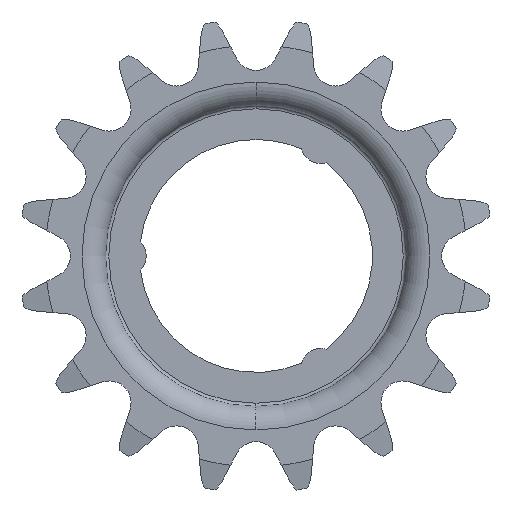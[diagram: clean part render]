
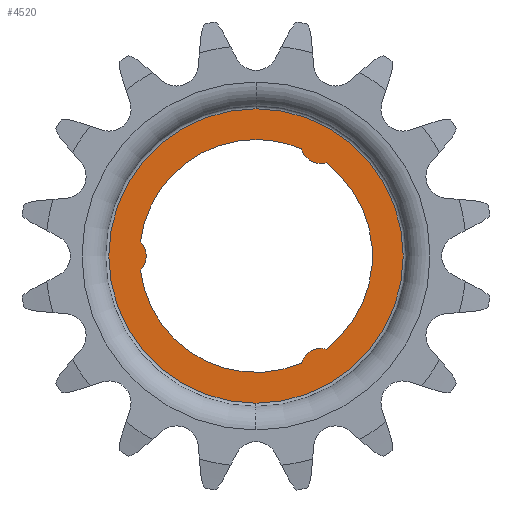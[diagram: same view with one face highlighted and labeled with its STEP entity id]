
A CAD part, left-side view. The second image highlights one B-rep face of the part: STEP entity #4520.
In plain terms, the highlighted planar face has unit normal (-1, 0, 0).
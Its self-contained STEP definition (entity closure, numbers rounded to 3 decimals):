
#75 = EDGE_CURVE ( 'NONE', #1304, #1238, #3186, .T. ) ;
#204 = CIRCLE ( 'NONE', #2265, 3. ) ;
#265 = DIRECTION ( 'NONE',  ( -1., 0., 0. ) ) ;
#307 = CIRCLE ( 'NONE', #1587, 3. ) ;
#466 = AXIS2_PLACEMENT_3D ( 'NONE', #1438, #4368, #4768 ) ;
#533 = AXIS2_PLACEMENT_3D ( 'NONE', #4857, #1157, #1182 ) ;
#542 = CIRCLE ( 'NONE', #1832, 17.4 ) ;
#608 = CARTESIAN_POINT ( 'NONE',  ( 3., 0., 0. ) ) ;
#645 = CIRCLE ( 'NONE', #2094, 22. ) ;
#721 = CARTESIAN_POINT ( 'NONE',  ( 3., 17.271, -2.114 ) ) ;
#723 = ORIENTED_EDGE ( 'NONE', *, *, #3004, .T. ) ;
#789 = CIRCLE ( 'NONE', #533, 3. ) ;
#859 = ORIENTED_EDGE ( 'NONE', *, *, #3732, .T. ) ;
#897 = CIRCLE ( 'NONE', #1932, 3. ) ;
#1010 = CARTESIAN_POINT ( 'NONE',  ( 3., 0., 22. ) ) ;
#1066 = FACE_OUTER_BOUND ( 'NONE', #1955, .T. ) ;
#1097 = VERTEX_POINT ( 'NONE', #3996 ) ;
#1157 = DIRECTION ( 'NONE',  ( -1., 0., 0. ) ) ;
#1182 = DIRECTION ( 'NONE',  ( 0., 0., 1. ) ) ;
#1212 = EDGE_LOOP ( 'NONE', ( #2312, #859, #3570, #3272, #2123, #4719, #3346, #2407 ) ) ;
#1238 = VERTEX_POINT ( 'NONE', #3403 ) ;
#1304 = VERTEX_POINT ( 'NONE', #3485 ) ;
#1353 = VERTEX_POINT ( 'NONE', #1010 ) ;
#1438 = CARTESIAN_POINT ( 'NONE',  ( 3., 22., 0. ) ) ;
#1520 = PLANE ( 'NONE',  #466 ) ;
#1527 = DIRECTION ( 'NONE',  ( 0., 0., 1. ) ) ;
#1533 = CARTESIAN_POINT ( 'NONE',  ( 3., 0., 17.4 ) ) ;
#1587 = AXIS2_PLACEMENT_3D ( 'NONE', #4631, #1683, #4124 ) ;
#1612 = VERTEX_POINT ( 'NONE', #1700 ) ;
#1682 = CARTESIAN_POINT ( 'NONE',  ( 3., 0., 0. ) ) ;
#1683 = DIRECTION ( 'NONE',  ( -1., 0., 0. ) ) ;
#1700 = CARTESIAN_POINT ( 'NONE',  ( 3., -9.7, -13.801 ) ) ;
#1820 = CIRCLE ( 'NONE', #2591, 22. ) ;
#1825 = CARTESIAN_POINT ( 'NONE',  ( 3., 0., 0. ) ) ;
#1832 = AXIS2_PLACEMENT_3D ( 'NONE', #5052, #3784, #3037 ) ;
#1841 = VERTEX_POINT ( 'NONE', #5194 ) ;
#1904 = DIRECTION ( 'NONE',  ( 0., 0., 1. ) ) ;
#1932 = AXIS2_PLACEMENT_3D ( 'NONE', #5259, #2819, #2842 ) ;
#1955 = EDGE_LOOP ( 'NONE', ( #723, #3188 ) ) ;
#1964 = DIRECTION ( 'NONE',  ( -1., 0., 0. ) ) ;
#2094 = AXIS2_PLACEMENT_3D ( 'NONE', #4324, #5204, #1527 ) ;
#2106 = DIRECTION ( 'NONE',  ( 0., 0., 1. ) ) ;
#2123 = ORIENTED_EDGE ( 'NONE', *, *, #4281, .T. ) ;
#2147 = AXIS2_PLACEMENT_3D ( 'NONE', #1825, #3498, #3470 ) ;
#2157 = AXIS2_PLACEMENT_3D ( 'NONE', #1682, #2948, #2106 ) ;
#2159 = CARTESIAN_POINT ( 'NONE',  ( 3., 0., 0. ) ) ;
#2175 = EDGE_CURVE ( 'NONE', #2828, #4603, #5159, .T. ) ;
#2265 = AXIS2_PLACEMENT_3D ( 'NONE', #4009, #1964, #4793 ) ;
#2312 = ORIENTED_EDGE ( 'NONE', *, *, #75, .F. ) ;
#2407 = ORIENTED_EDGE ( 'NONE', *, *, #4172, .T. ) ;
#2591 = AXIS2_PLACEMENT_3D ( 'NONE', #2159, #2917, #3694 ) ;
#2651 = VERTEX_POINT ( 'NONE', #4670 ) ;
#2819 = DIRECTION ( 'NONE',  ( -1., 0., 0. ) ) ;
#2828 = VERTEX_POINT ( 'NONE', #1533 ) ;
#2842 = DIRECTION ( 'NONE',  ( 0., 0., 1. ) ) ;
#2917 = DIRECTION ( 'NONE',  ( -1., 0., 0. ) ) ;
#2936 = EDGE_CURVE ( 'NONE', #1612, #1097, #789, .T. ) ;
#2948 = DIRECTION ( 'NONE',  ( -1., 0., 0. ) ) ;
#2953 = EDGE_CURVE ( 'NONE', #2651, #2828, #4649, .T. ) ;
#3004 = EDGE_CURVE ( 'NONE', #1353, #1841, #1820, .T. ) ;
#3037 = DIRECTION ( 'NONE',  ( 0., 0., 1. ) ) ;
#3186 = CIRCLE ( 'NONE', #2147, 17.4 ) ;
#3188 = ORIENTED_EDGE ( 'NONE', *, *, #4494, .T. ) ;
#3272 = ORIENTED_EDGE ( 'NONE', *, *, #3853, .F. ) ;
#3346 = ORIENTED_EDGE ( 'NONE', *, *, #2953, .F. ) ;
#3403 = CARTESIAN_POINT ( 'NONE',  ( 3., -10.466, 13.9 ) ) ;
#3447 = CARTESIAN_POINT ( 'NONE',  ( 3., 17.271, 2.114 ) ) ;
#3470 = DIRECTION ( 'NONE',  ( 0., 0., 1. ) ) ;
#3485 = CARTESIAN_POINT ( 'NONE',  ( 3., -10.466, -13.9 ) ) ;
#3498 = DIRECTION ( 'NONE',  ( -1., 0., 0. ) ) ;
#3530 = AXIS2_PLACEMENT_3D ( 'NONE', #608, #265, #1904 ) ;
#3570 = ORIENTED_EDGE ( 'NONE', *, *, #2936, .T. ) ;
#3694 = DIRECTION ( 'NONE',  ( 0., 0., 1. ) ) ;
#3732 = EDGE_CURVE ( 'NONE', #1304, #1612, #204, .T. ) ;
#3784 = DIRECTION ( 'NONE',  ( -1., 0., 0. ) ) ;
#3853 = EDGE_CURVE ( 'NONE', #4502, #1097, #542, .T. ) ;
#3996 = CARTESIAN_POINT ( 'NONE',  ( 3., -6.805, -16.014 ) ) ;
#4009 = CARTESIAN_POINT ( 'NONE',  ( 3., -9.7, -16.801 ) ) ;
#4124 = DIRECTION ( 'NONE',  ( 0., 0., 1. ) ) ;
#4172 = EDGE_CURVE ( 'NONE', #2651, #1238, #897, .T. ) ;
#4281 = EDGE_CURVE ( 'NONE', #4502, #4603, #307, .T. ) ;
#4324 = CARTESIAN_POINT ( 'NONE',  ( 3., 0., 0. ) ) ;
#4368 = DIRECTION ( 'NONE',  ( 1., 0., 0. ) ) ;
#4494 = EDGE_CURVE ( 'NONE', #1841, #1353, #645, .T. ) ;
#4502 = VERTEX_POINT ( 'NONE', #721 ) ;
#4520 = ADVANCED_FACE ( 'NONE', ( #5140, #1066 ), #1520, .F. ) ;
#4603 = VERTEX_POINT ( 'NONE', #3447 ) ;
#4631 = CARTESIAN_POINT ( 'NONE',  ( 3., 19.4, 0. ) ) ;
#4649 = CIRCLE ( 'NONE', #2157, 17.4 ) ;
#4670 = CARTESIAN_POINT ( 'NONE',  ( 3., -6.805, 16.014 ) ) ;
#4719 = ORIENTED_EDGE ( 'NONE', *, *, #2175, .F. ) ;
#4768 = DIRECTION ( 'NONE',  ( 0., 0., -1. ) ) ;
#4793 = DIRECTION ( 'NONE',  ( 0., 0., 1. ) ) ;
#4857 = CARTESIAN_POINT ( 'NONE',  ( 3., -9.7, -16.801 ) ) ;
#5052 = CARTESIAN_POINT ( 'NONE',  ( 3., 0., 0. ) ) ;
#5140 = FACE_BOUND ( 'NONE', #1212, .T. ) ;
#5159 = CIRCLE ( 'NONE', #3530, 17.4 ) ;
#5194 = CARTESIAN_POINT ( 'NONE',  ( 3., 0., -22. ) ) ;
#5204 = DIRECTION ( 'NONE',  ( -1., 0., 0. ) ) ;
#5259 = CARTESIAN_POINT ( 'NONE',  ( 3., -9.7, 16.801 ) ) ;
